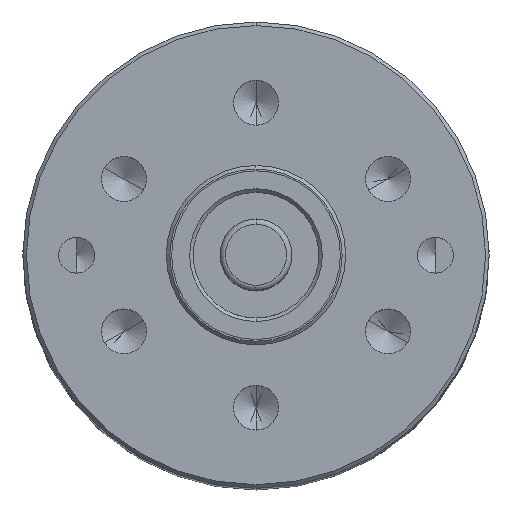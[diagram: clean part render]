
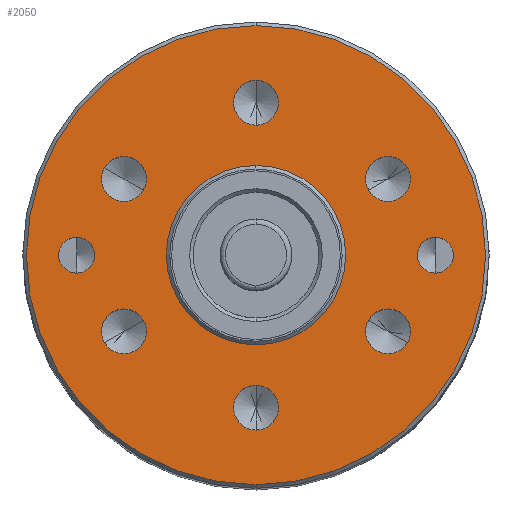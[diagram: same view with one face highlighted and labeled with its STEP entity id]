
A CAD part, top view. The second image highlights one B-rep face of the part: STEP entity #2050.
In plain terms, the highlighted planar face has unit normal (0, 0, 1).
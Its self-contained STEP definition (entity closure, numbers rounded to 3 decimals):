
#1439=CARTESIAN_POINT('',(0.,0.,9.05));
#1440=DIRECTION('',(0.,0.,1.));
#1441=DIRECTION('',(0.,1.,0.));
#1442=AXIS2_PLACEMENT_3D('',#1439,#1440,#1441);
#1444=CARTESIAN_POINT('',(0.,0.,9.05));
#1445=DIRECTION('',(0.,0.,1.));
#1446=DIRECTION('',(0.,-1.,0.));
#1447=AXIS2_PLACEMENT_3D('',#1444,#1445,#1446);
#1449=CARTESIAN_POINT('',(0.,0.,9.05));
#1450=DIRECTION('',(0.,0.,1.));
#1451=DIRECTION('',(0.,-1.,0.));
#1452=AXIS2_PLACEMENT_3D('',#1449,#1450,#1451);
#1454=CARTESIAN_POINT('',(0.,0.,9.05));
#1455=DIRECTION('',(0.,0.,1.));
#1456=DIRECTION('',(0.,1.,0.));
#1457=AXIS2_PLACEMENT_3D('',#1454,#1455,#1456);
#1459=CARTESIAN_POINT('',(0.,8.5,9.05));
#1460=DIRECTION('',(0.,0.,1.));
#1461=DIRECTION('',(0.,1.,0.));
#1462=AXIS2_PLACEMENT_3D('',#1459,#1460,#1461);
#1464=CARTESIAN_POINT('',(0.,8.5,9.05));
#1465=DIRECTION('',(0.,0.,1.));
#1466=DIRECTION('',(0.,-1.,0.));
#1467=AXIS2_PLACEMENT_3D('',#1464,#1465,#1466);
#1469=CARTESIAN_POINT('',(7.361,4.25,9.05));
#1470=DIRECTION('',(0.,0.,1.));
#1471=DIRECTION('',(0.866,0.5,0.));
#1472=AXIS2_PLACEMENT_3D('',#1469,#1470,#1471);
#1474=CARTESIAN_POINT('',(7.361,4.25,9.05));
#1475=DIRECTION('',(0.,0.,1.));
#1476=DIRECTION('',(-0.866,-0.5,0.));
#1477=AXIS2_PLACEMENT_3D('',#1474,#1475,#1476);
#1479=CARTESIAN_POINT('',(7.361,-4.25,9.05));
#1480=DIRECTION('',(0.,0.,1.));
#1481=DIRECTION('',(0.866,-0.5,0.));
#1482=AXIS2_PLACEMENT_3D('',#1479,#1480,#1481);
#1484=CARTESIAN_POINT('',(7.361,-4.25,9.05));
#1485=DIRECTION('',(0.,0.,1.));
#1486=DIRECTION('',(-0.866,0.5,0.));
#1487=AXIS2_PLACEMENT_3D('',#1484,#1485,#1486);
#1489=CARTESIAN_POINT('',(0.,-8.5,9.05));
#1490=DIRECTION('',(0.,0.,1.));
#1491=DIRECTION('',(0.,-1.,0.));
#1492=AXIS2_PLACEMENT_3D('',#1489,#1490,#1491);
#1494=CARTESIAN_POINT('',(0.,-8.5,9.05));
#1495=DIRECTION('',(0.,0.,1.));
#1496=DIRECTION('',(0.,1.,0.));
#1497=AXIS2_PLACEMENT_3D('',#1494,#1495,#1496);
#1499=CARTESIAN_POINT('',(-7.361,-4.25,9.05));
#1500=DIRECTION('',(0.,0.,1.));
#1501=DIRECTION('',(-0.866,-0.5,0.));
#1502=AXIS2_PLACEMENT_3D('',#1499,#1500,#1501);
#1504=CARTESIAN_POINT('',(-7.361,-4.25,9.05));
#1505=DIRECTION('',(0.,0.,1.));
#1506=DIRECTION('',(0.866,0.5,0.));
#1507=AXIS2_PLACEMENT_3D('',#1504,#1505,#1506);
#1509=CARTESIAN_POINT('',(-7.361,4.25,9.05));
#1510=DIRECTION('',(0.,0.,1.));
#1511=DIRECTION('',(-0.866,0.5,0.));
#1512=AXIS2_PLACEMENT_3D('',#1509,#1510,#1511);
#1514=CARTESIAN_POINT('',(-7.361,4.25,9.05));
#1515=DIRECTION('',(0.,0.,1.));
#1516=DIRECTION('',(0.866,-0.5,0.));
#1517=AXIS2_PLACEMENT_3D('',#1514,#1515,#1516);
#1519=CARTESIAN_POINT('',(10.,0.,9.05));
#1520=DIRECTION('',(0.,0.,1.));
#1521=DIRECTION('',(0.,1.,0.));
#1522=AXIS2_PLACEMENT_3D('',#1519,#1520,#1521);
#1524=CARTESIAN_POINT('',(10.,0.,9.05));
#1525=DIRECTION('',(0.,0.,1.));
#1526=DIRECTION('',(0.,-1.,0.));
#1527=AXIS2_PLACEMENT_3D('',#1524,#1525,#1526);
#1529=CARTESIAN_POINT('',(-10.,0.,9.05));
#1530=DIRECTION('',(0.,0.,-1.));
#1531=DIRECTION('',(0.,1.,0.));
#1532=AXIS2_PLACEMENT_3D('',#1529,#1530,#1531);
#1534=CARTESIAN_POINT('',(-10.,0.,9.05));
#1535=DIRECTION('',(0.,0.,-1.));
#1536=DIRECTION('',(0.,-1.,0.));
#1537=AXIS2_PLACEMENT_3D('',#1534,#1535,#1536);
#1841=CARTESIAN_POINT('',(0.,4.7,9.05));
#1842=CARTESIAN_POINT('',(0.,-4.7,9.05));
#1843=VERTEX_POINT('',#1841);
#1844=VERTEX_POINT('',#1842);
#1853=CARTESIAN_POINT('',(0.,-12.8,9.05));
#1854=CARTESIAN_POINT('',(0.,12.8,9.05));
#1855=VERTEX_POINT('',#1853);
#1856=VERTEX_POINT('',#1854);
#1875=CARTESIAN_POINT('',(0.,9.75,9.05));
#1876=CARTESIAN_POINT('',(0.,7.25,9.05));
#1877=VERTEX_POINT('',#1875);
#1878=VERTEX_POINT('',#1876);
#1885=CARTESIAN_POINT('',(8.444,4.875,9.05));
#1886=CARTESIAN_POINT('',(6.279,3.625,9.05));
#1887=VERTEX_POINT('',#1885);
#1888=VERTEX_POINT('',#1886);
#1895=CARTESIAN_POINT('',(8.444,-4.875,9.05));
#1896=CARTESIAN_POINT('',(6.279,-3.625,9.05));
#1897=VERTEX_POINT('',#1895);
#1898=VERTEX_POINT('',#1896);
#1905=CARTESIAN_POINT('',(0.,-9.75,9.05));
#1906=CARTESIAN_POINT('',(0.,-7.25,9.05));
#1907=VERTEX_POINT('',#1905);
#1908=VERTEX_POINT('',#1906);
#1915=CARTESIAN_POINT('',(-8.444,-4.875,9.05));
#1916=CARTESIAN_POINT('',(-6.279,-3.625,9.05));
#1917=VERTEX_POINT('',#1915);
#1918=VERTEX_POINT('',#1916);
#1925=CARTESIAN_POINT('',(-8.444,4.875,9.05));
#1926=CARTESIAN_POINT('',(-6.279,3.625,9.05));
#1927=VERTEX_POINT('',#1925);
#1928=VERTEX_POINT('',#1926);
#1935=CARTESIAN_POINT('',(10.,1.,9.05));
#1936=CARTESIAN_POINT('',(10.,-1.,9.05));
#1937=VERTEX_POINT('',#1935);
#1938=VERTEX_POINT('',#1936);
#1945=CARTESIAN_POINT('',(-10.,1.,9.05));
#1946=VERTEX_POINT('',#1945);
#1947=CARTESIAN_POINT('',(-10.,-1.,9.05));
#1948=VERTEX_POINT('',#1947);
#1985=CARTESIAN_POINT('',(0.,0.,9.05));
#1986=DIRECTION('',(0.,0.,-1.));
#1987=DIRECTION('',(0.,-1.,0.));
#1988=AXIS2_PLACEMENT_3D('',#1985,#1986,#1987);
#1989=PLANE('',#1988);
#1991=ORIENTED_EDGE('',*,*,#1990,.F.);
#1993=ORIENTED_EDGE('',*,*,#1992,.F.);
#1994=EDGE_LOOP('',(#1991,#1993));
#1995=FACE_OUTER_BOUND('',#1994,.F.);
#1997=ORIENTED_EDGE('',*,*,#1996,.T.);
#1999=ORIENTED_EDGE('',*,*,#1998,.T.);
#2000=EDGE_LOOP('',(#1997,#1999));
#2001=FACE_BOUND('',#2000,.F.);
#2003=ORIENTED_EDGE('',*,*,#2002,.T.);
#2005=ORIENTED_EDGE('',*,*,#2004,.T.);
#2006=EDGE_LOOP('',(#2003,#2005));
#2007=FACE_BOUND('',#2006,.F.);
#2009=ORIENTED_EDGE('',*,*,#2008,.T.);
#2011=ORIENTED_EDGE('',*,*,#2010,.T.);
#2012=EDGE_LOOP('',(#2009,#2011));
#2013=FACE_BOUND('',#2012,.F.);
#2015=ORIENTED_EDGE('',*,*,#2014,.T.);
#2017=ORIENTED_EDGE('',*,*,#2016,.T.);
#2018=EDGE_LOOP('',(#2015,#2017));
#2019=FACE_BOUND('',#2018,.F.);
#2021=ORIENTED_EDGE('',*,*,#2020,.T.);
#2023=ORIENTED_EDGE('',*,*,#2022,.T.);
#2024=EDGE_LOOP('',(#2021,#2023));
#2025=FACE_BOUND('',#2024,.F.);
#2027=ORIENTED_EDGE('',*,*,#2026,.T.);
#2029=ORIENTED_EDGE('',*,*,#2028,.T.);
#2030=EDGE_LOOP('',(#2027,#2029));
#2031=FACE_BOUND('',#2030,.F.);
#2033=ORIENTED_EDGE('',*,*,#2032,.T.);
#2035=ORIENTED_EDGE('',*,*,#2034,.T.);
#2036=EDGE_LOOP('',(#2033,#2035));
#2037=FACE_BOUND('',#2036,.F.);
#2039=ORIENTED_EDGE('',*,*,#2038,.T.);
#2041=ORIENTED_EDGE('',*,*,#2040,.T.);
#2042=EDGE_LOOP('',(#2039,#2041));
#2043=FACE_BOUND('',#2042,.F.);
#2045=ORIENTED_EDGE('',*,*,#2044,.F.);
#2047=ORIENTED_EDGE('',*,*,#2046,.F.);
#2048=EDGE_LOOP('',(#2045,#2047));
#2049=FACE_BOUND('',#2048,.F.);
#2050=ADVANCED_FACE('',(#1995,#2001,#2007,#2013,#2019,#2025,#2031,#2037,#2043,
#2049),#1989,.F.);
#1443=CIRCLE('',#1442,4.7);
#1448=CIRCLE('',#1447,4.7);
#1453=CIRCLE('',#1452,12.8);
#1458=CIRCLE('',#1457,12.8);
#1463=CIRCLE('',#1462,1.25);
#1468=CIRCLE('',#1467,1.25);
#1473=CIRCLE('',#1472,1.25);
#1478=CIRCLE('',#1477,1.25);
#1483=CIRCLE('',#1482,1.25);
#1488=CIRCLE('',#1487,1.25);
#1493=CIRCLE('',#1492,1.25);
#1498=CIRCLE('',#1497,1.25);
#1503=CIRCLE('',#1502,1.25);
#1508=CIRCLE('',#1507,1.25);
#1513=CIRCLE('',#1512,1.25);
#1518=CIRCLE('',#1517,1.25);
#1523=CIRCLE('',#1522,1.);
#1528=CIRCLE('',#1527,1.);
#1533=CIRCLE('',#1532,1.);
#1538=CIRCLE('',#1537,1.);
#1990=EDGE_CURVE('',#1855,#1856,#1453,.T.);
#1992=EDGE_CURVE('',#1856,#1855,#1458,.T.);
#1996=EDGE_CURVE('',#1843,#1844,#1443,.T.);
#1998=EDGE_CURVE('',#1844,#1843,#1448,.T.);
#2002=EDGE_CURVE('',#1877,#1878,#1463,.T.);
#2004=EDGE_CURVE('',#1878,#1877,#1468,.T.);
#2008=EDGE_CURVE('',#1887,#1888,#1473,.T.);
#2010=EDGE_CURVE('',#1888,#1887,#1478,.T.);
#2014=EDGE_CURVE('',#1897,#1898,#1483,.T.);
#2016=EDGE_CURVE('',#1898,#1897,#1488,.T.);
#2020=EDGE_CURVE('',#1907,#1908,#1493,.T.);
#2022=EDGE_CURVE('',#1908,#1907,#1498,.T.);
#2026=EDGE_CURVE('',#1917,#1918,#1503,.T.);
#2028=EDGE_CURVE('',#1918,#1917,#1508,.T.);
#2032=EDGE_CURVE('',#1927,#1928,#1513,.T.);
#2034=EDGE_CURVE('',#1928,#1927,#1518,.T.);
#2038=EDGE_CURVE('',#1937,#1938,#1523,.T.);
#2040=EDGE_CURVE('',#1938,#1937,#1528,.T.);
#2044=EDGE_CURVE('',#1946,#1948,#1533,.T.);
#2046=EDGE_CURVE('',#1948,#1946,#1538,.T.);
